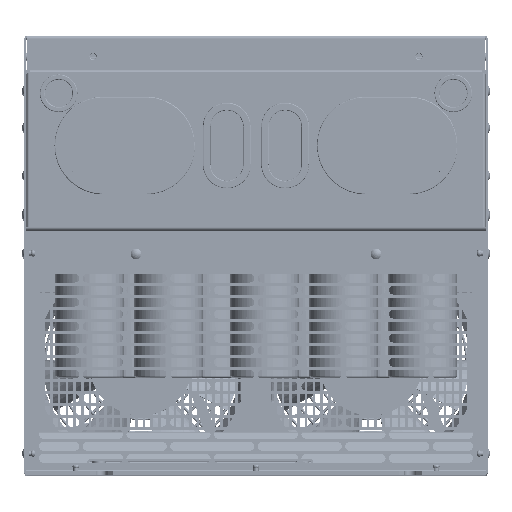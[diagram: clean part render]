
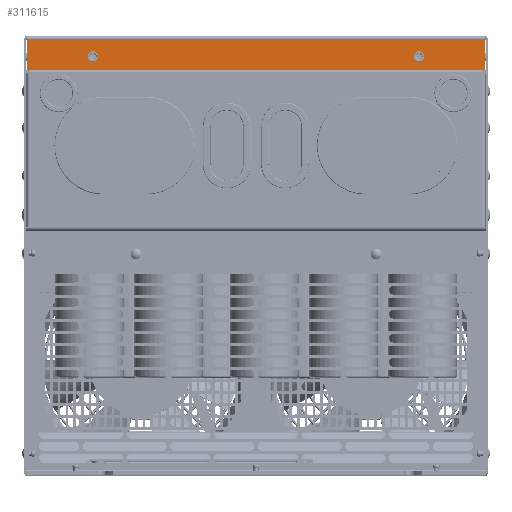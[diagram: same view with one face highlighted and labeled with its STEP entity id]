
A CAD part, top view. The second image highlights one B-rep face of the part: STEP entity #311615.
In plain terms, the highlighted planar face has unit normal (0, 0, 1).
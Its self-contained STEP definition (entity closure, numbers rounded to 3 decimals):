
#309897=DIRECTION('',(-1.,0.,0.));
#309898=VECTOR('',#309897,266.6);
#309899=CARTESIAN_POINT('',(133.3,126.3,211.25));
#309900=LINE('',#309899,#309898);
#309911=DIRECTION('',(0.,1.,0.));
#309912=VECTOR('',#309911,18.3);
#309913=CARTESIAN_POINT('',(-133.3,108.,211.25));
#309914=LINE('',#309913,#309912);
#309918=DIRECTION('',(0.,-1.,0.));
#309919=VECTOR('',#309918,18.3);
#309920=CARTESIAN_POINT('',(133.3,126.3,211.25));
#309921=LINE('',#309920,#309919);
#309925=DIRECTION('',(-1.,0.,0.));
#309926=VECTOR('',#309925,266.6);
#309927=CARTESIAN_POINT('',(133.3,108.,211.25));
#309928=LINE('',#309927,#309926);
#309932=CARTESIAN_POINT('',(-95.,116.,211.25));
#309933=DIRECTION('',(0.,0.,1.));
#309934=DIRECTION('',(-1.,0.,0.));
#309935=AXIS2_PLACEMENT_3D('',#309932,#309933,#309934);
#309940=CARTESIAN_POINT('',(-95.,116.,211.25));
#309941=DIRECTION('',(0.,0.,1.));
#309942=DIRECTION('',(1.,0.,0.));
#309943=AXIS2_PLACEMENT_3D('',#309940,#309941,#309942);
#309948=CARTESIAN_POINT('',(95.,116.,211.25));
#309949=DIRECTION('',(0.,0.,1.));
#309950=DIRECTION('',(-1.,0.,0.));
#309951=AXIS2_PLACEMENT_3D('',#309948,#309949,#309950);
#309956=CARTESIAN_POINT('',(95.,116.,211.25));
#309957=DIRECTION('',(0.,0.,1.));
#309958=DIRECTION('',(1.,0.,0.));
#309959=AXIS2_PLACEMENT_3D('',#309956,#309957,#309958);
#311134=CARTESIAN_POINT('',(-133.3,126.3,211.25));
#311135=VERTEX_POINT('',#311134);
#311138=CARTESIAN_POINT('',(133.3,126.3,211.25));
#311139=VERTEX_POINT('',#311138);
#311142=CARTESIAN_POINT('',(-133.3,108.,211.25));
#311143=VERTEX_POINT('',#311142);
#311144=CARTESIAN_POINT('',(133.3,108.,211.25));
#311145=VERTEX_POINT('',#311144);
#311146=CARTESIAN_POINT('',(-98.,116.,211.25));
#311147=CARTESIAN_POINT('',(-92.,116.,211.25));
#311148=VERTEX_POINT('',#311146);
#311149=VERTEX_POINT('',#311147);
#311150=CARTESIAN_POINT('',(92.,116.,211.25));
#311151=CARTESIAN_POINT('',(98.,116.,211.25));
#311152=VERTEX_POINT('',#311150);
#311153=VERTEX_POINT('',#311151);
#311589=CARTESIAN_POINT('',(-133.3,128.,211.25));
#311590=DIRECTION('',(0.,0.,1.));
#311591=DIRECTION('',(-1.,0.,0.));
#311592=AXIS2_PLACEMENT_3D('',#311589,#311590,#311591);
#311593=PLANE('',#311592);
#311595=ORIENTED_EDGE('',*,*,#311594,.T.);
#311596=ORIENTED_EDGE('',*,*,#311572,.F.);
#311598=ORIENTED_EDGE('',*,*,#311597,.T.);
#311600=ORIENTED_EDGE('',*,*,#311599,.T.);
#311601=EDGE_LOOP('',(#311595,#311596,#311598,#311600));
#311602=FACE_OUTER_BOUND('',#311601,.F.);
#311604=ORIENTED_EDGE('',*,*,#311603,.T.);
#311606=ORIENTED_EDGE('',*,*,#311605,.T.);
#311607=EDGE_LOOP('',(#311604,#311606));
#311608=FACE_BOUND('',#311607,.F.);
#311610=ORIENTED_EDGE('',*,*,#311609,.T.);
#311612=ORIENTED_EDGE('',*,*,#311611,.T.);
#311613=EDGE_LOOP('',(#311610,#311612));
#311614=FACE_BOUND('',#311613,.F.);
#309936=CIRCLE('',#309935,3.);
#309944=CIRCLE('',#309943,3.);
#309952=CIRCLE('',#309951,3.);
#309960=CIRCLE('',#309959,3.);
#311572=EDGE_CURVE('',#311139,#311135,#309900,.T.);
#311594=EDGE_CURVE('',#311143,#311135,#309914,.T.);
#311597=EDGE_CURVE('',#311139,#311145,#309921,.T.);
#311599=EDGE_CURVE('',#311145,#311143,#309928,.T.);
#311603=EDGE_CURVE('',#311148,#311149,#309936,.T.);
#311605=EDGE_CURVE('',#311149,#311148,#309944,.T.);
#311609=EDGE_CURVE('',#311152,#311153,#309952,.T.);
#311611=EDGE_CURVE('',#311153,#311152,#309960,.T.);
#311615=ADVANCED_FACE('',(#311602,#311608,#311614),#311593,.T.);
